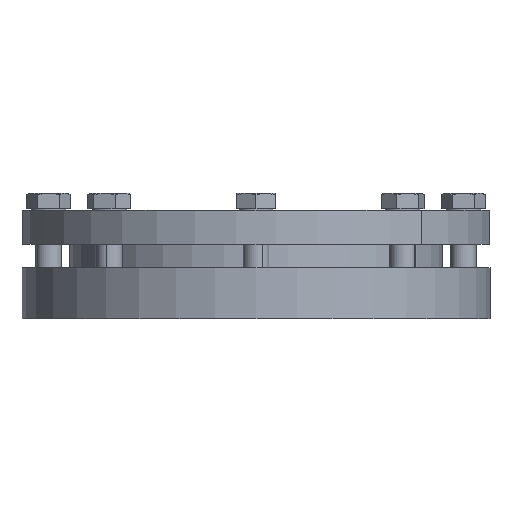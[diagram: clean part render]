
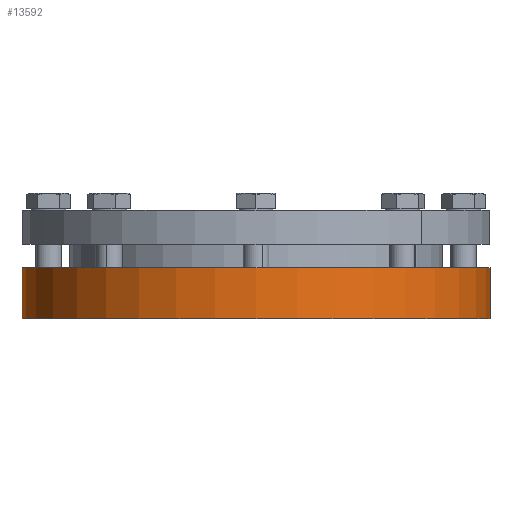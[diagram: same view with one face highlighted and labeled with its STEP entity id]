
A CAD part, front view. The second image highlights one B-rep face of the part: STEP entity #13592.
In plain terms, the highlighted cylindrical face has radius 110 mm (diameter 220 mm), a partial arc.
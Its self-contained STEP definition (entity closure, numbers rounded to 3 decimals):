
#97 = DIRECTION ( 'NONE',  ( 0., 0., -1. ) ) ;
#601 = VERTEX_POINT ( 'NONE', #10764 ) ;
#880 = DIRECTION ( 'NONE',  ( -1., 0., 0. ) ) ;
#905 = ORIENTED_EDGE ( 'NONE', *, *, #3993, .T. ) ;
#908 = AXIS2_PLACEMENT_3D ( 'NONE', #6767, #11456, #880 ) ;
#1011 = CARTESIAN_POINT ( 'NONE',  ( -110., 0., 0. ) ) ;
#1148 = DIRECTION ( 'NONE',  ( -1., 0., 0. ) ) ;
#3112 = LINE ( 'NONE', #1011, #10486 ) ;
#3488 = CARTESIAN_POINT ( 'NONE',  ( 0., 0., 24. ) ) ;
#3562 = VERTEX_POINT ( 'NONE', #5215 ) ;
#3993 = EDGE_CURVE ( 'NONE', #3562, #601, #11629, .T. ) ;
#4453 = ORIENTED_EDGE ( 'NONE', *, *, #14800, .F. ) ;
#5215 = CARTESIAN_POINT ( 'NONE',  ( 110., 0., 24. ) ) ;
#5418 = CARTESIAN_POINT ( 'NONE',  ( 110., 0., 0. ) ) ;
#5562 = EDGE_CURVE ( 'NONE', #9018, #13742, #7368, .T. ) ;
#6735 = CARTESIAN_POINT ( 'NONE',  ( -110., 0., 0. ) ) ;
#6767 = CARTESIAN_POINT ( 'NONE',  ( 0., 0., 0. ) ) ;
#7368 = CIRCLE ( 'NONE', #12277, 110. ) ;
#7464 = ORIENTED_EDGE ( 'NONE', *, *, #14572, .T. ) ;
#7961 = DIRECTION ( 'NONE',  ( 0., 0., -1. ) ) ;
#9018 = VERTEX_POINT ( 'NONE', #5418 ) ;
#9258 = CYLINDRICAL_SURFACE ( 'NONE', #908, 110. ) ;
#9395 = CARTESIAN_POINT ( 'NONE',  ( 110., 0., 0. ) ) ;
#10486 = VECTOR ( 'NONE', #13616, 1000. ) ;
#10530 = DIRECTION ( 'NONE',  ( 0., 0., -1. ) ) ;
#10764 = CARTESIAN_POINT ( 'NONE',  ( -110., 0., 24. ) ) ;
#11094 = ORIENTED_EDGE ( 'NONE', *, *, #5562, .F. ) ;
#11315 = FACE_OUTER_BOUND ( 'NONE', #11716, .T. ) ;
#11456 = DIRECTION ( 'NONE',  ( 0., 0., -1. ) ) ;
#11629 = CIRCLE ( 'NONE', #13362, 110. ) ;
#11716 = EDGE_LOOP ( 'NONE', ( #4453, #905, #7464, #11094 ) ) ;
#11731 = LINE ( 'NONE', #9395, #12682 ) ;
#11740 = DIRECTION ( 'NONE',  ( -1., 0., 0. ) ) ;
#12277 = AXIS2_PLACEMENT_3D ( 'NONE', #13947, #7961, #1148 ) ;
#12682 = VECTOR ( 'NONE', #97, 1000. ) ;
#13362 = AXIS2_PLACEMENT_3D ( 'NONE', #3488, #10530, #11740 ) ;
#13592 = ADVANCED_FACE ( 'NONE', ( #11315 ), #9258, .T. ) ;
#13616 = DIRECTION ( 'NONE',  ( 0., 0., -1. ) ) ;
#13742 = VERTEX_POINT ( 'NONE', #6735 ) ;
#13947 = CARTESIAN_POINT ( 'NONE',  ( 0., 0., 0. ) ) ;
#14572 = EDGE_CURVE ( 'NONE', #601, #13742, #3112, .T. ) ;
#14800 = EDGE_CURVE ( 'NONE', #3562, #9018, #11731, .T. ) ;
